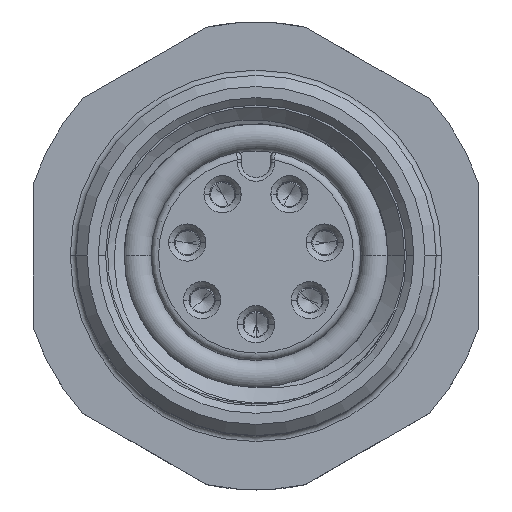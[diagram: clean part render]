
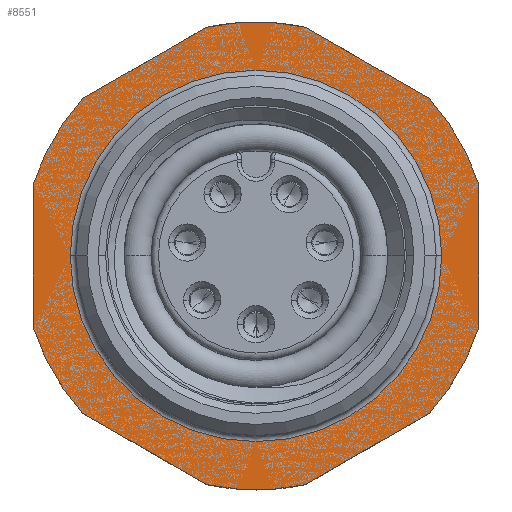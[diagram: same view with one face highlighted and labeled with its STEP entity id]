
A CAD part, top view. The second image highlights one B-rep face of the part: STEP entity #8551.
In plain terms, the highlighted planar face has unit normal (0, 0, 1).
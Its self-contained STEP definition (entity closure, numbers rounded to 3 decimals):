
#5349=CARTESIAN_POINT('',(0.,0.,-0.3));
#5350=DIRECTION('',(0.,0.,1.));
#5351=DIRECTION('',(0.212,0.977,0.));
#5352=AXIS2_PLACEMENT_3D('',#5349,#5350,#5351);
#5354=DIRECTION('',(-0.866,0.5,0.));
#5355=VECTOR('',#5354,3.842);
#5356=CARTESIAN_POINT('',(4.664,4.236,-0.3));
#5357=LINE('',#5356,#5355);
#5358=CARTESIAN_POINT('',(0.,0.,-0.3));
#5359=DIRECTION('',(0.,0.,1.));
#5360=DIRECTION('',(0.952,0.305,0.));
#5361=AXIS2_PLACEMENT_3D('',#5358,#5359,#5360);
#5363=DIRECTION('',(0.,1.,0.));
#5364=VECTOR('',#5363,3.842);
#5365=CARTESIAN_POINT('',(6.,-1.921,-0.3));
#5366=LINE('',#5365,#5364);
#5367=CARTESIAN_POINT('',(0.,0.,-0.3));
#5368=DIRECTION('',(0.,0.,1.));
#5369=DIRECTION('',(0.74,-0.672,0.));
#5370=AXIS2_PLACEMENT_3D('',#5367,#5368,#5369);
#5372=DIRECTION('',(0.866,0.5,0.));
#5373=VECTOR('',#5372,3.842);
#5374=CARTESIAN_POINT('',(1.336,-6.157,-0.3));
#5375=LINE('',#5374,#5373);
#5376=CARTESIAN_POINT('',(0.,0.,-0.3));
#5377=DIRECTION('',(0.,0.,1.));
#5378=DIRECTION('',(-0.212,-0.977,0.));
#5379=AXIS2_PLACEMENT_3D('',#5376,#5377,#5378);
#5381=DIRECTION('',(0.866,-0.5,0.));
#5382=VECTOR('',#5381,3.842);
#5383=CARTESIAN_POINT('',(-4.664,-4.236,-0.3));
#5384=LINE('',#5383,#5382);
#5385=CARTESIAN_POINT('',(0.,0.,-0.3));
#5386=DIRECTION('',(0.,0.,1.));
#5387=DIRECTION('',(-0.952,-0.305,0.));
#5388=AXIS2_PLACEMENT_3D('',#5385,#5386,#5387);
#5390=DIRECTION('',(0.,-1.,0.));
#5391=VECTOR('',#5390,3.842);
#5392=CARTESIAN_POINT('',(-6.,1.921,-0.3));
#5393=LINE('',#5392,#5391);
#5394=CARTESIAN_POINT('',(0.,0.,-0.3));
#5395=DIRECTION('',(0.,0.,1.));
#5396=DIRECTION('',(-0.74,0.672,0.));
#5397=AXIS2_PLACEMENT_3D('',#5394,#5395,#5396);
#5399=DIRECTION('',(-0.866,-0.5,0.));
#5400=VECTOR('',#5399,3.842);
#5401=CARTESIAN_POINT('',(-1.336,6.157,-0.3));
#5402=LINE('',#5401,#5400);
#5403=CARTESIAN_POINT('',(0.,0.,-0.3));
#5404=DIRECTION('',(0.,0.,1.));
#5405=DIRECTION('',(-1.,0.,0.));
#5406=AXIS2_PLACEMENT_3D('',#5403,#5404,#5405);
#5408=CARTESIAN_POINT('',(0.,0.,-0.3));
#5409=DIRECTION('',(0.,0.,1.));
#5410=DIRECTION('',(1.,0.,0.));
#5411=AXIS2_PLACEMENT_3D('',#5408,#5409,#5410);
#7715=CARTESIAN_POINT('',(1.336,6.157,-0.3));
#7716=CARTESIAN_POINT('',(-1.336,6.157,-0.3));
#7717=VERTEX_POINT('',#7715);
#7718=VERTEX_POINT('',#7716);
#7719=CARTESIAN_POINT('',(-4.664,4.236,-0.3));
#7720=VERTEX_POINT('',#7719);
#7721=CARTESIAN_POINT('',(-6.,1.921,-0.3));
#7722=VERTEX_POINT('',#7721);
#7723=CARTESIAN_POINT('',(-6.,-1.921,-0.3));
#7724=VERTEX_POINT('',#7723);
#7725=CARTESIAN_POINT('',(-4.664,-4.236,-0.3));
#7726=VERTEX_POINT('',#7725);
#7727=CARTESIAN_POINT('',(-1.336,-6.157,-0.3));
#7728=VERTEX_POINT('',#7727);
#7729=CARTESIAN_POINT('',(1.336,-6.157,-0.3));
#7730=VERTEX_POINT('',#7729);
#7731=CARTESIAN_POINT('',(4.664,-4.236,-0.3));
#7732=VERTEX_POINT('',#7731);
#7733=CARTESIAN_POINT('',(6.,-1.921,-0.3));
#7734=VERTEX_POINT('',#7733);
#7735=CARTESIAN_POINT('',(6.,1.921,-0.3));
#7736=VERTEX_POINT('',#7735);
#7737=CARTESIAN_POINT('',(4.664,4.236,-0.3));
#7738=VERTEX_POINT('',#7737);
#7785=CARTESIAN_POINT('',(5.,0.,-0.3));
#7786=CARTESIAN_POINT('',(-5.,0.,-0.3));
#7787=VERTEX_POINT('',#7785);
#7788=VERTEX_POINT('',#7786);
#8514=CARTESIAN_POINT('',(0.,0.,-0.3));
#8515=DIRECTION('',(0.,0.,1.));
#8516=DIRECTION('',(1.,0.,0.));
#8517=AXIS2_PLACEMENT_3D('',#8514,#8515,#8516);
#8518=PLANE('',#8517);
#8520=ORIENTED_EDGE('',*,*,#8519,.F.);
#8522=ORIENTED_EDGE('',*,*,#8521,.F.);
#8524=ORIENTED_EDGE('',*,*,#8523,.F.);
#8526=ORIENTED_EDGE('',*,*,#8525,.F.);
#8528=ORIENTED_EDGE('',*,*,#8527,.F.);
#8530=ORIENTED_EDGE('',*,*,#8529,.F.);
#8532=ORIENTED_EDGE('',*,*,#8531,.F.);
#8534=ORIENTED_EDGE('',*,*,#8533,.F.);
#8536=ORIENTED_EDGE('',*,*,#8535,.F.);
#8538=ORIENTED_EDGE('',*,*,#8537,.F.);
#8540=ORIENTED_EDGE('',*,*,#8539,.F.);
#8542=ORIENTED_EDGE('',*,*,#8541,.F.);
#8543=EDGE_LOOP('',(#8520,#8522,#8524,#8526,#8528,#8530,#8532,#8534,#8536,#8538,
#8540,#8542));
#8544=FACE_OUTER_BOUND('',#8543,.F.);
#8546=ORIENTED_EDGE('',*,*,#8545,.T.);
#8548=ORIENTED_EDGE('',*,*,#8547,.T.);
#8549=EDGE_LOOP('',(#8546,#8548));
#8550=FACE_BOUND('',#8549,.F.);
#5353=CIRCLE('',#5352,6.3);
#5362=CIRCLE('',#5361,6.3);
#5371=CIRCLE('',#5370,6.3);
#5380=CIRCLE('',#5379,6.3);
#5389=CIRCLE('',#5388,6.3);
#5398=CIRCLE('',#5397,6.3);
#5407=CIRCLE('',#5406,5.);
#5412=CIRCLE('',#5411,5.);
#8519=EDGE_CURVE('',#7717,#7718,#5353,.T.);
#8521=EDGE_CURVE('',#7738,#7717,#5357,.T.);
#8523=EDGE_CURVE('',#7736,#7738,#5362,.T.);
#8525=EDGE_CURVE('',#7734,#7736,#5366,.T.);
#8527=EDGE_CURVE('',#7732,#7734,#5371,.T.);
#8529=EDGE_CURVE('',#7730,#7732,#5375,.T.);
#8531=EDGE_CURVE('',#7728,#7730,#5380,.T.);
#8533=EDGE_CURVE('',#7726,#7728,#5384,.T.);
#8535=EDGE_CURVE('',#7724,#7726,#5389,.T.);
#8537=EDGE_CURVE('',#7722,#7724,#5393,.T.);
#8539=EDGE_CURVE('',#7720,#7722,#5398,.T.);
#8541=EDGE_CURVE('',#7718,#7720,#5402,.T.);
#8545=EDGE_CURVE('',#7788,#7787,#5407,.T.);
#8547=EDGE_CURVE('',#7787,#7788,#5412,.T.);
#8551=ADVANCED_FACE('',(#8544,#8550),#8518,.T.);
